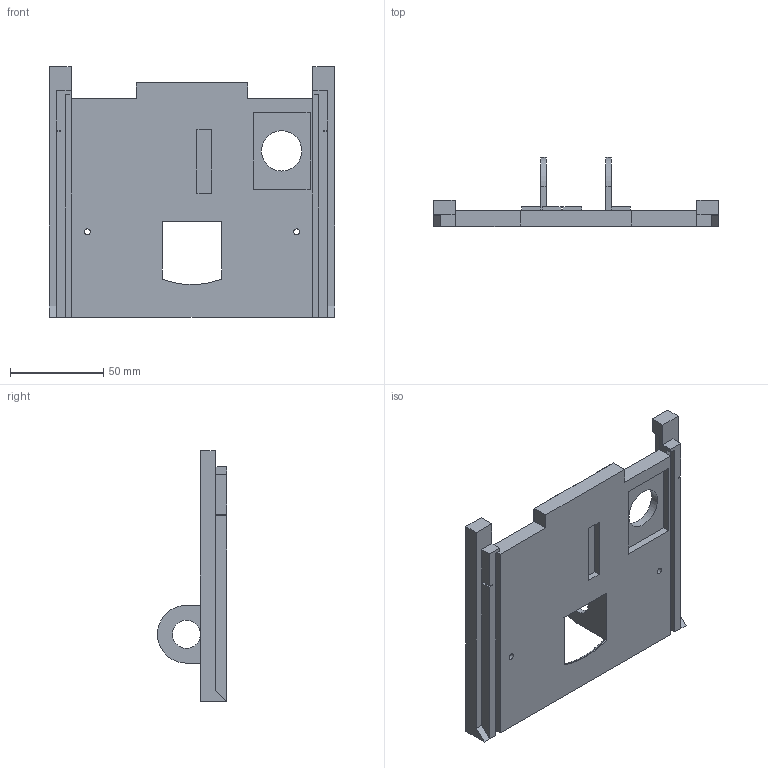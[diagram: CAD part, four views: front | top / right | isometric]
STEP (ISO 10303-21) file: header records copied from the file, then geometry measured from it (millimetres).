
FILE_DESCRIPTION(/* description */ ('STEP AP203'),/* implementation_level */ '2;1');
FILE_NAME(/* name */ 'body-top v2.step',/* time_stamp */ '2025-06-13T17:03:14-07:00',/* author */ (''),/* organization */ (''),/* preprocessor_version */ 'ST-DEVELOPER v20.1',/* originating_system */ 'Autodesk Translation Framework v14.10.0.0',/* authorisation */ '');
FILE_SCHEMA (('AUTOMOTIVE_DESIGN { 1 0 10303 214 3 1 1 }'));
Length unit declared in the file: millimetre
Products named in the file (1): body-top
Bounding box: 153 x 37 x 134.4 mm (x, y, z)
Volume: 127461.8 mm3; surface area: 53449 mm2
Topology: 1 solids, 1 shells, 185 faces, 497 edges, 324 vertices
Faces by surface type: plane 169, cylinder 14, bspline 2
Full cylindrical faces by diameter (mm): 3.2 x2, 5.8 x2, 6 x4, 15 x2, 21.6 x1
Entity records: 5938 total; most frequent: CARTESIAN_POINT 1241, ORIENTED_EDGE 994, DIRECTION 890, EDGE_CURVE 497, LINE 460, VECTOR 460, VERTEX_POINT 324, AXIS2_PLACEMENT_3D 215
